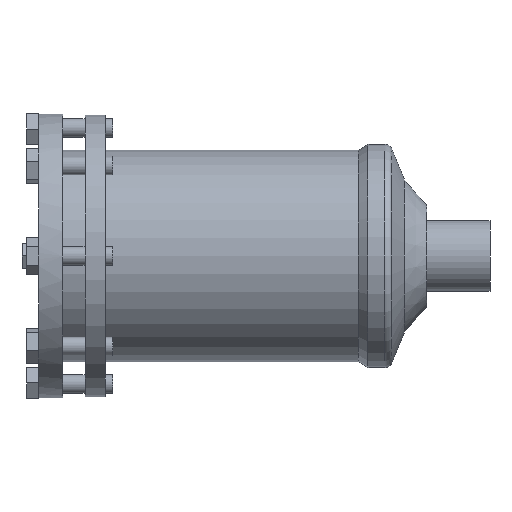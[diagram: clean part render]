
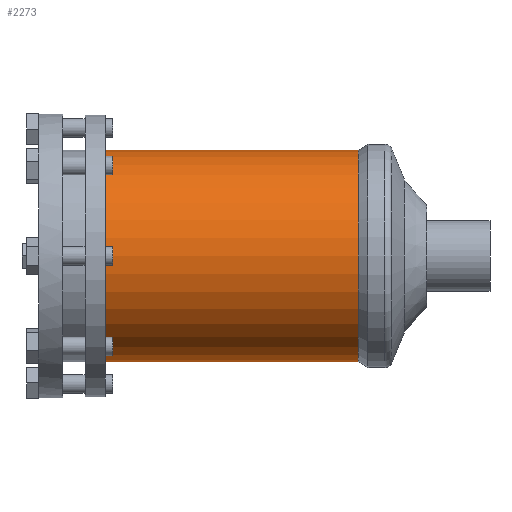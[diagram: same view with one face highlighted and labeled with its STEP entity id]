
A CAD part, front view. The second image highlights one B-rep face of the part: STEP entity #2273.
In plain terms, the highlighted cylindrical face has radius 57 mm (diameter 114 mm), a full revolution.
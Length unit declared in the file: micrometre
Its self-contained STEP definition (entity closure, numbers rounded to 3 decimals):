
#104=FACE_BOUND('',#298,.T.);
#144=B_SPLINE_CURVE_WITH_KNOTS('',3,(#3409,#3410,#3411,#3412,#3413,#3414,
#3415,#3416,#3417,#3418,#3419,#3420,#3421,#3422,#3423,#3424,#3425,#3426,
#3427,#3428,#3429,#3430,#3431,#3432,#3433,#3434,#3435,#3436,#3437,#3438,
#3439,#3440,#3441,#3442),.UNSPECIFIED.,.F.,.F.,(4,2,2,2,2,2,2,2,2,2,2,2,
2,2,2,2,4),(5.805,6.168,6.53,6.893,
7.256,7.619,7.982,8.344,8.707,
9.07,9.432,9.795,10.158,10.521,
10.884,11.246,11.609),.UNSPECIFIED.);
#145=B_SPLINE_CURVE_WITH_KNOTS('',3,(#3448,#3449,#3450,#3451,#3452,#3453,
#3454,#3455,#3456,#3457,#3458,#3459,#3460,#3461,#3462,#3463,#3464,#3465,
#3466,#3467,#3468,#3469,#3470,#3471,#3472,#3473,#3474,#3475,#3476,#3477,
#3478,#3479,#3480,#3481),.UNSPECIFIED.,.F.,.F.,(4,2,2,2,2,2,2,2,2,2,2,2,
2,2,2,2,4),(11.609,11.972,12.335,12.698,
13.061,13.424,13.786,14.149,14.512,
14.874,15.237,15.6,15.962,16.325,
16.688,17.051,17.414),.UNSPECIFIED.);
#176=FACE_OUTER_BOUND('',#297,.T.);
#297=EDGE_LOOP('',(#1734,#1735,#1736,#1737,#1738,#1739));
#298=EDGE_LOOP('',(#1740,#1741));
#451=LINE('',#3771,#659);
#659=VECTOR('',#2976,57000.);
#919=CIRCLE('',#2487,57000.);
#920=CIRCLE('',#2488,57000.);
#962=CIRCLE('',#2539,57000.);
#963=CIRCLE('',#2540,57000.);
#972=VERTEX_POINT('',#3407);
#973=VERTEX_POINT('',#3408);
#1050=VERTEX_POINT('',#3666);
#1051=VERTEX_POINT('',#3668);
#1091=VERTEX_POINT('',#3767);
#1092=VERTEX_POINT('',#3768);
#1211=EDGE_CURVE('',#972,#973,#144,.T.);
#1215=EDGE_CURVE('',#973,#972,#145,.T.);
#1308=EDGE_CURVE('',#1051,#1050,#919,.T.);
#1309=EDGE_CURVE('',#1050,#1051,#920,.T.);
#1358=EDGE_CURVE('',#1091,#1092,#962,.T.);
#1359=EDGE_CURVE('',#1092,#1091,#963,.T.);
#1360=EDGE_CURVE('',#1092,#1051,#451,.T.);
#1734=ORIENTED_EDGE('',*,*,#1358,.F.);
#1735=ORIENTED_EDGE('',*,*,#1359,.F.);
#1736=ORIENTED_EDGE('',*,*,#1360,.T.);
#1737=ORIENTED_EDGE('',*,*,#1308,.T.);
#1738=ORIENTED_EDGE('',*,*,#1309,.T.);
#1739=ORIENTED_EDGE('',*,*,#1360,.F.);
#1740=ORIENTED_EDGE('',*,*,#1211,.F.);
#1741=ORIENTED_EDGE('',*,*,#1215,.F.);
#2241=CYLINDRICAL_SURFACE('',#2538,57000.);
#2273=ADVANCED_FACE('',(#176,#104),#2241,.T.);
#2487=AXIS2_PLACEMENT_3D('',#3669,#2861,#2862);
#2488=AXIS2_PLACEMENT_3D('',#3670,#2863,#2864);
#2538=AXIS2_PLACEMENT_3D('',#3766,#2970,#2971);
#2539=AXIS2_PLACEMENT_3D('',#3769,#2972,#2973);
#2540=AXIS2_PLACEMENT_3D('',#3770,#2974,#2975);
#2861=DIRECTION('center_axis',(-1.,0.,0.));
#2862=DIRECTION('ref_axis',(0.,0.,1.));
#2863=DIRECTION('center_axis',(-1.,0.,0.));
#2864=DIRECTION('ref_axis',(0.,0.,1.));
#2970=DIRECTION('center_axis',(-1.,0.,0.));
#2971=DIRECTION('ref_axis',(0.,0.,1.));
#2972=DIRECTION('center_axis',(-1.,0.,0.));
#2973=DIRECTION('ref_axis',(0.,0.,1.));
#2974=DIRECTION('center_axis',(-1.,0.,0.));
#2975=DIRECTION('ref_axis',(0.,0.,1.));
#2976=DIRECTION('',(1.,0.,0.));
#3407=CARTESIAN_POINT('',(84500.,53704.655,-19100.));
#3408=CARTESIAN_POINT('',(84500.,53704.655,19100.));
#3409=CARTESIAN_POINT('Ctrl Pts',(84500.,53704.655,-19100.));
#3410=CARTESIAN_POINT('Ctrl Pts',(83290.411,53704.655,-19100.));
#3411=CARTESIAN_POINT('Ctrl Pts',(82042.828,53746.656,-18983.248));
#3412=CARTESIAN_POINT('Ctrl Pts',(79567.476,53916.557,-18495.178));
#3413=CARTESIAN_POINT('Ctrl Pts',(78339.666,54044.285,-18124.001));
#3414=CARTESIAN_POINT('Ctrl Pts',(75989.916,54362.27,-17146.651));
#3415=CARTESIAN_POINT('Ctrl Pts',(74865.926,54552.438,-16539.702));
#3416=CARTESIAN_POINT('Ctrl Pts',(72789.53,54957.149,-15140.741));
#3417=CARTESIAN_POINT('Ctrl Pts',(71837.127,55171.28,-14348.606));
#3418=CARTESIAN_POINT('Ctrl Pts',(70151.794,55582.313,-12663.273));
#3419=CARTESIAN_POINT('Ctrl Pts',(69359.707,55793.98,-11711.059));
#3420=CARTESIAN_POINT('Ctrl Pts',(67960.572,56189.79,-9634.556));
#3421=CARTESIAN_POINT('Ctrl Pts',(67353.419,56373.572,-8510.27));
#3422=CARTESIAN_POINT('Ctrl Pts',(66375.839,56678.563,-6159.93));
#3423=CARTESIAN_POINT('Ctrl Pts',(66004.636,56799.784,-4931.835));
#3424=CARTESIAN_POINT('Ctrl Pts',(65516.649,56960.553,-2456.394));
#3425=CARTESIAN_POINT('Ctrl Pts',(65400.,57000.,-1209.015));
#3426=CARTESIAN_POINT('Ctrl Pts',(65400.,57000.,1209.015));
#3427=CARTESIAN_POINT('Ctrl Pts',(65516.649,56960.553,2456.394));
#3428=CARTESIAN_POINT('Ctrl Pts',(66004.636,56799.784,4931.835));
#3429=CARTESIAN_POINT('Ctrl Pts',(66375.839,56678.563,6159.93));
#3430=CARTESIAN_POINT('Ctrl Pts',(67353.419,56373.572,8510.27));
#3431=CARTESIAN_POINT('Ctrl Pts',(67960.572,56189.79,9634.556));
#3432=CARTESIAN_POINT('Ctrl Pts',(69359.707,55793.98,11711.059));
#3433=CARTESIAN_POINT('Ctrl Pts',(70151.794,55582.313,12663.273));
#3434=CARTESIAN_POINT('Ctrl Pts',(71837.127,55171.28,14348.606));
#3435=CARTESIAN_POINT('Ctrl Pts',(72789.53,54957.149,15140.741));
#3436=CARTESIAN_POINT('Ctrl Pts',(74865.926,54552.438,16539.702));
#3437=CARTESIAN_POINT('Ctrl Pts',(75989.916,54362.27,17146.651));
#3438=CARTESIAN_POINT('Ctrl Pts',(78339.666,54044.285,18124.001));
#3439=CARTESIAN_POINT('Ctrl Pts',(79567.476,53916.557,18495.178));
#3440=CARTESIAN_POINT('Ctrl Pts',(82042.828,53746.656,18983.248));
#3441=CARTESIAN_POINT('Ctrl Pts',(83290.411,53704.655,19100.));
#3442=CARTESIAN_POINT('Ctrl Pts',(84500.,53704.655,19100.));
#3448=CARTESIAN_POINT('Ctrl Pts',(84500.,53704.655,19100.));
#3449=CARTESIAN_POINT('Ctrl Pts',(85709.589,53704.655,19100.));
#3450=CARTESIAN_POINT('Ctrl Pts',(86957.172,53746.656,18983.248));
#3451=CARTESIAN_POINT('Ctrl Pts',(89432.524,53916.557,18495.178));
#3452=CARTESIAN_POINT('Ctrl Pts',(90660.334,54044.285,18124.001));
#3453=CARTESIAN_POINT('Ctrl Pts',(93010.084,54362.27,17146.651));
#3454=CARTESIAN_POINT('Ctrl Pts',(94134.074,54552.438,16539.702));
#3455=CARTESIAN_POINT('Ctrl Pts',(96210.47,54957.149,15140.741));
#3456=CARTESIAN_POINT('Ctrl Pts',(97162.873,55171.28,14348.606));
#3457=CARTESIAN_POINT('Ctrl Pts',(98848.206,55582.313,12663.273));
#3458=CARTESIAN_POINT('Ctrl Pts',(99640.293,55793.98,11711.059));
#3459=CARTESIAN_POINT('Ctrl Pts',(101039.428,56189.79,9634.556));
#3460=CARTESIAN_POINT('Ctrl Pts',(101646.581,56373.572,8510.27));
#3461=CARTESIAN_POINT('Ctrl Pts',(102624.161,56678.563,6159.93));
#3462=CARTESIAN_POINT('Ctrl Pts',(102995.364,56799.784,4931.835));
#3463=CARTESIAN_POINT('Ctrl Pts',(103483.351,56960.553,2456.394));
#3464=CARTESIAN_POINT('Ctrl Pts',(103600.,57000.,1209.015));
#3465=CARTESIAN_POINT('Ctrl Pts',(103600.,57000.,-1209.015));
#3466=CARTESIAN_POINT('Ctrl Pts',(103483.351,56960.553,-2456.394));
#3467=CARTESIAN_POINT('Ctrl Pts',(102995.364,56799.784,-4931.835));
#3468=CARTESIAN_POINT('Ctrl Pts',(102624.161,56678.563,-6159.93));
#3469=CARTESIAN_POINT('Ctrl Pts',(101646.581,56373.572,-8510.27));
#3470=CARTESIAN_POINT('Ctrl Pts',(101039.428,56189.79,-9634.556));
#3471=CARTESIAN_POINT('Ctrl Pts',(99640.293,55793.98,-11711.059));
#3472=CARTESIAN_POINT('Ctrl Pts',(98848.206,55582.313,-12663.273));
#3473=CARTESIAN_POINT('Ctrl Pts',(97162.873,55171.28,-14348.606));
#3474=CARTESIAN_POINT('Ctrl Pts',(96210.47,54957.149,-15140.741));
#3475=CARTESIAN_POINT('Ctrl Pts',(94134.074,54552.438,-16539.702));
#3476=CARTESIAN_POINT('Ctrl Pts',(93010.084,54362.27,-17146.651));
#3477=CARTESIAN_POINT('Ctrl Pts',(90660.334,54044.285,-18124.001));
#3478=CARTESIAN_POINT('Ctrl Pts',(89432.524,53916.557,-18495.178));
#3479=CARTESIAN_POINT('Ctrl Pts',(86957.172,53746.656,-18983.248));
#3480=CARTESIAN_POINT('Ctrl Pts',(85709.589,53704.655,-19100.));
#3481=CARTESIAN_POINT('Ctrl Pts',(84500.,53704.655,-19100.));
#3666=CARTESIAN_POINT('',(172500.,0.,57000.));
#3668=CARTESIAN_POINT('',(172500.,0.,-57000.));
#3669=CARTESIAN_POINT('Origin',(172500.,0.,0.));
#3670=CARTESIAN_POINT('Origin',(172500.,0.,0.));
#3766=CARTESIAN_POINT('Origin',(0.,0.,0.));
#3767=CARTESIAN_POINT('',(36000.,0.,57000.));
#3768=CARTESIAN_POINT('',(36000.,0.,-57000.));
#3769=CARTESIAN_POINT('Origin',(36000.,0.,0.));
#3770=CARTESIAN_POINT('Origin',(36000.,0.,0.));
#3771=CARTESIAN_POINT('',(0.,0.,-57000.));
